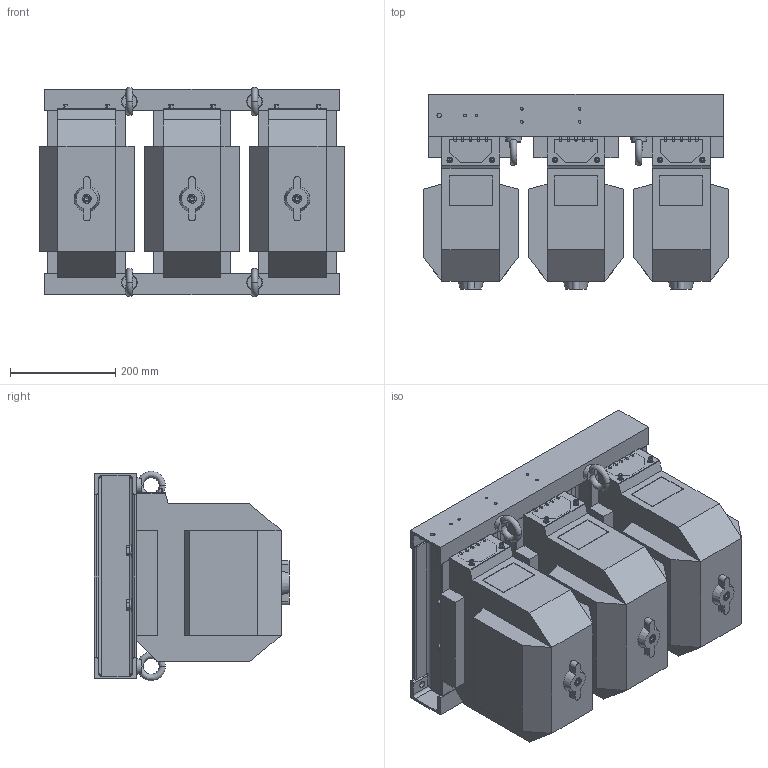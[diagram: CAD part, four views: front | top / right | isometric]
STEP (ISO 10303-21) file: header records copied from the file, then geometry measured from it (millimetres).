
FILE_DESCRIPTION(('STEP AP242'), '1');
FILE_NAME('ÀÄØÏ.1.757.002 ÍÀËÈ-ÝÊ-10 Ì2 3-6-10êÂ', '', ('UNSPECIFIED'), ('UNSPECIFIED'), 'ASCON STEP Converter 1.6', 'ASCON Math Kernel', '');
FILE_SCHEMA(('AP242_MANAGED_MODEL_BASED_3D_ENGINEERING_MIM_LF { 1 0 10303 442 1 1 4 }'));
Length unit declared in the file: millimetre
Products named in the file (20): 鎗鵻罻 楟.8.211.004
Assembly tree (82 placements, depth 3):
  (unnamed)
    (unnamed)  x6
      (unnamed)
    (unnamed)
      (unnamed)
    (unnamed)
      (unnamed)
    (unnamed)  x4
    (unnamed)  x4
    (unnamed)  x16
    (unnamed)  x16
    (unnamed)  x12
    (unnamed)  x3
      (unnamed)
      (unnamed)
      鎗鵻罻 楟.8.211.004
      (unnamed)
      (unnamed)
      (unnamed)
      (unnamed)
Bounding box: 580 x 371 x 397.77 mm (x, y, z)
Volume: 37038633.1 mm3; surface area: 2218686 mm2
Topology: 108 solids, 108 shells, 3671 faces, 9329 edges, 6041 vertices
Faces by surface type: plane 2111, cylinder 1197, cone 207, torus 148, bspline 8
Full cylindrical faces by diameter (mm): 2.5 x6, 4 x30, 4.134 x6, 4.917 x15, 5 x12, 6 x6, 6.8 x12, 8 x6, 8.376 x3, 8.5 x1, 10 x33, 10.106 x12, 10.376 x4, 11.16 x12, 12 x16, 13 x28, 14 x18, 17 x36, 24 x16
Entity records: 57115 total; most frequent: CARTESIAN_POINT 23073, DIRECTION 5211, ORIENTED_EDGE 4768, EDGE_CURVE 2384, AXIS2_PLACEMENT_3D 1912, VERTEX_POINT 1638, LINE 1387, VECTOR 1387
